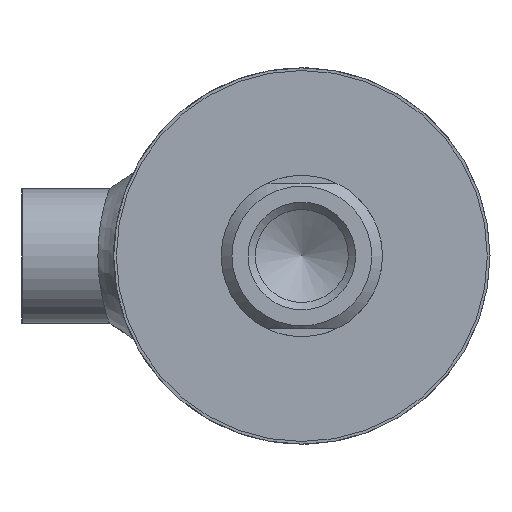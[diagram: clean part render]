
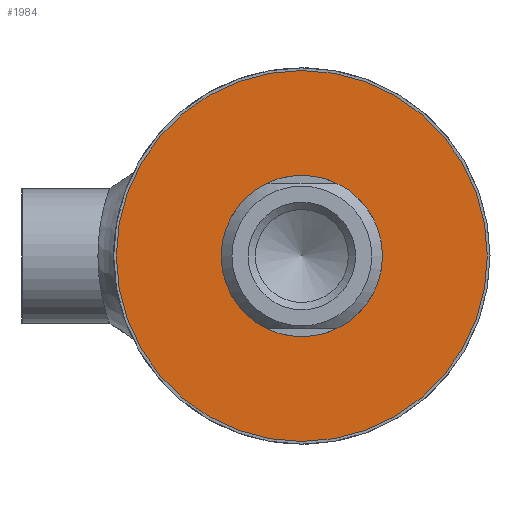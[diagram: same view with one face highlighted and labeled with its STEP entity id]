
A CAD part, left-side view. The second image highlights one B-rep face of the part: STEP entity #1984.
In plain terms, the highlighted planar face has unit normal (-1, 0, 0).
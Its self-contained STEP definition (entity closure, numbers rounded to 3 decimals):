
#114=PLANE('',#2352);
#219=CIRCLE('',#2314,15.);
#240=CIRCLE('',#2350,34.5);
#551=FACE_BOUND('',#799,.T.);
#650=FACE_OUTER_BOUND('',#798,.T.);
#798=EDGE_LOOP('',(#1688));
#799=EDGE_LOOP('',(#1689));
#980=VERTEX_POINT('',#4523);
#1001=VERTEX_POINT('',#4591);
#1207=EDGE_CURVE('',#980,#980,#219,.T.);
#1239=EDGE_CURVE('',#1001,#1001,#240,.T.);
#1688=ORIENTED_EDGE('',*,*,#1239,.F.);
#1689=ORIENTED_EDGE('',*,*,#1207,.T.);
#1984=ADVANCED_FACE('',(#650,#551),#114,.F.);
#2314=AXIS2_PLACEMENT_3D('',#4525,#2772,#2773);
#2350=AXIS2_PLACEMENT_3D('',#4593,#2855,#2856);
#2352=AXIS2_PLACEMENT_3D('',#4595,#2859,#2860);
#2772=DIRECTION('center_axis',(1.,0.,0.));
#2773=DIRECTION('ref_axis',(0.,0.,-1.));
#2855=DIRECTION('center_axis',(1.,0.,0.));
#2856=DIRECTION('ref_axis',(0.,1.,0.));
#2859=DIRECTION('center_axis',(1.,0.,0.));
#2860=DIRECTION('ref_axis',(0.,0.,-1.));
#4523=CARTESIAN_POINT('',(0.,0.,15.));
#4525=CARTESIAN_POINT('Origin',(0.,0.,0.));
#4591=CARTESIAN_POINT('',(0.,-34.5,0.));
#4593=CARTESIAN_POINT('Origin',(0.,0.,0.));
#4595=CARTESIAN_POINT('Origin',(0.,0.,0.));
